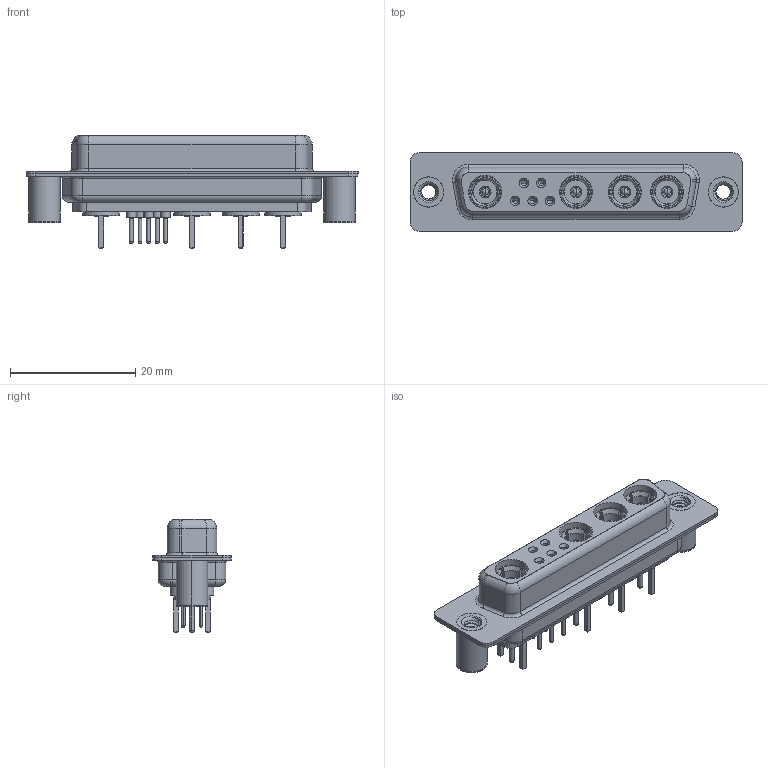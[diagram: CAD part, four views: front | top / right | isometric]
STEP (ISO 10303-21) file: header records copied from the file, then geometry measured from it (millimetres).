
FILE_DESCRIPTION (( 'STEP AP203' ), '1' );
FILE_NAME ('628-9W4-224-7T3.STEP', '2019-06-01T07:38:20', ( '' ), ( '' ), 'SwSTEP 2.0', 'SolidWorks 2016', '' );
FILE_SCHEMA (( 'CONFIG_CONTROL_DESIGN' ));
Length unit declared in the file: millimetre
Products named in the file (12): 628Combo Contact Row 1_24; 628Combo Contact Row 2_24; Co-Ax Plug_Straight PC Tail; Insulator Pin_Straight PC Tail; Pin_Str; 628Combo Housing_9W4; Locking Collar; 628Combo Shell Front_25 Contacts; Co-Ax Plug Assy_S; 628Combo Shell Rear_25 Contacts; 628-9W4-224-7T3; 628Combo Threaded Board Spacer_3
Assembly tree (18 placements, depth 3):
  628-9W4-224-7T3
    628Combo Housing_9W4
    628Combo Shell Front_25 Contacts
    628Combo Shell Rear_25 Contacts
    628Combo Threaded Board Spacer_3  x2
    628Combo Contact Row 1_24  x2
    628Combo Contact Row 2_24  x3
    Co-Ax Plug Assy_S  x4
      Co-Ax Plug_Straight PC Tail
      Insulator Pin_Straight PC Tail
      Pin_Str
      Locking Collar
Bounding box: 53 x 12.6 x 18.15 mm (x, y, z)
Volume: 3771.4 mm3; surface area: 9452.6 mm2
Topology: 26 solids, 26 shells, 1096 faces, 2619 edges, 1638 vertices
Faces by surface type: cylinder 436, plane 370, torus 147, cone 113, sphere 16, bspline 14
Entity records: 19378 total; most frequent: CARTESIAN_POINT 4749, DIRECTION 2986, ORIENTED_EDGE 2626, EDGE_CURVE 1313, AXIS2_PLACEMENT_3D 1231, VERTEX_POINT 826, CIRCLE 660, EDGE_LOOP 637
